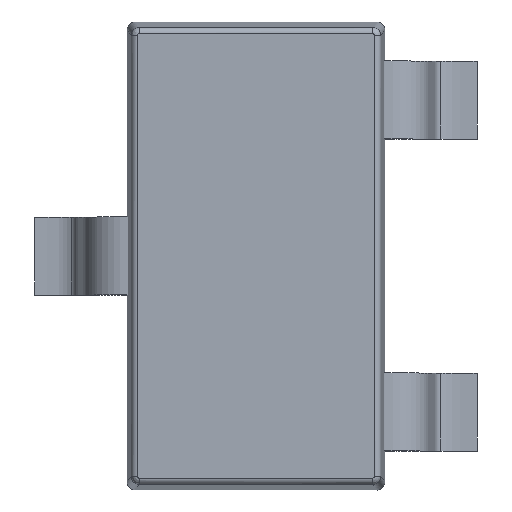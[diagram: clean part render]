
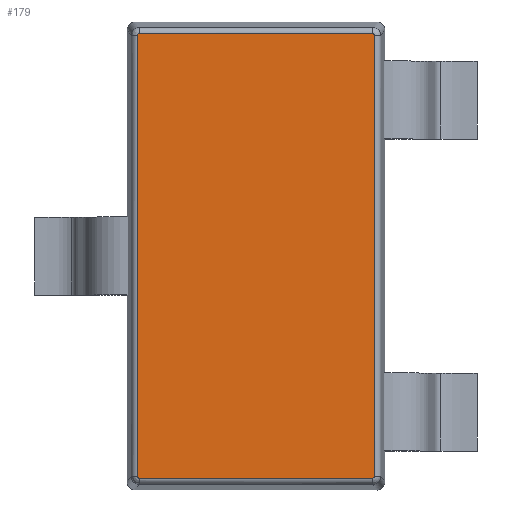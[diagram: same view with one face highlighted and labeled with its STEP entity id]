
A CAD part, top view. The second image highlights one B-rep face of the part: STEP entity #179.
In plain terms, the highlighted planar face has unit normal (0, 0, 1).
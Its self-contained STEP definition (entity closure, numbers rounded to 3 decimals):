
#23=(
BOUNDED_CURVE()
B_SPLINE_CURVE(3,(#2399,#2400,#2401,#2402,#2403),.UNSPECIFIED.,.F.,.F.)
B_SPLINE_CURVE_WITH_KNOTS((4,1,4),(0.002,0.009,
0.017),.UNSPECIFIED.)
CURVE()
GEOMETRIC_REPRESENTATION_ITEM()
RATIONAL_B_SPLINE_CURVE((1.,1.,1.,1.,1.))
REPRESENTATION_ITEM('')
);
#26=(
BOUNDED_CURVE()
B_SPLINE_CURVE(1,(#2412,#2413),.UNSPECIFIED.,.F.,.F.)
B_SPLINE_CURVE_WITH_KNOTS((2,2),(-0.003,1.496),
 .UNSPECIFIED.)
CURVE()
GEOMETRIC_REPRESENTATION_ITEM()
RATIONAL_B_SPLINE_CURVE((1.,1.))
REPRESENTATION_ITEM('')
);
#31=(
BOUNDED_CURVE()
B_SPLINE_CURVE(3,(#2425,#2426,#2427,#2428,#2429),.UNSPECIFIED.,.F.,.F.)
B_SPLINE_CURVE_WITH_KNOTS((4,1,4),(0.002,0.01,
0.018),.UNSPECIFIED.)
CURVE()
GEOMETRIC_REPRESENTATION_ITEM()
RATIONAL_B_SPLINE_CURVE((1.,1.,1.,1.,1.))
REPRESENTATION_ITEM('')
);
#33=(
BOUNDED_CURVE()
B_SPLINE_CURVE(1,(#2435,#2436),.UNSPECIFIED.,.F.,.F.)
B_SPLINE_CURVE_WITH_KNOTS((2,2),(-0.004,2.825),
 .UNSPECIFIED.)
CURVE()
GEOMETRIC_REPRESENTATION_ITEM()
RATIONAL_B_SPLINE_CURVE((1.,1.))
REPRESENTATION_ITEM('')
);
#35=(
BOUNDED_CURVE()
B_SPLINE_CURVE(3,(#2440,#2441,#2442,#2443,#2444),.UNSPECIFIED.,.F.,.F.)
B_SPLINE_CURVE_WITH_KNOTS((4,1,4),(0.002,0.009,
0.017),.UNSPECIFIED.)
CURVE()
GEOMETRIC_REPRESENTATION_ITEM()
RATIONAL_B_SPLINE_CURVE((1.,1.,1.,1.,1.))
REPRESENTATION_ITEM('')
);
#38=(
BOUNDED_CURVE()
B_SPLINE_CURVE(1,(#2453,#2454),.UNSPECIFIED.,.F.,.F.)
B_SPLINE_CURVE_WITH_KNOTS((2,2),(-0.003,1.496),
 .UNSPECIFIED.)
CURVE()
GEOMETRIC_REPRESENTATION_ITEM()
RATIONAL_B_SPLINE_CURVE((1.,1.))
REPRESENTATION_ITEM('')
);
#41=(
BOUNDED_CURVE()
B_SPLINE_CURVE(3,(#2460,#2461,#2462,#2463,#2464),.UNSPECIFIED.,.F.,.F.)
B_SPLINE_CURVE_WITH_KNOTS((4,1,4),(0.002,0.01,
0.018),.UNSPECIFIED.)
CURVE()
GEOMETRIC_REPRESENTATION_ITEM()
RATIONAL_B_SPLINE_CURVE((1.,1.,1.,1.,1.))
REPRESENTATION_ITEM('')
);
#179=ADVANCED_FACE('',(#234),#798,.T.);
#234=FACE_OUTER_BOUND('',#289,.T.);
#289=EDGE_LOOP('',(#461,#462,#463,#464,#465,#466,#467,#468));
#461=ORIENTED_EDGE('',*,*,#604,.T.);
#462=ORIENTED_EDGE('',*,*,#617,.T.);
#463=ORIENTED_EDGE('',*,*,#612,.T.);
#464=ORIENTED_EDGE('',*,*,#621,.T.);
#465=ORIENTED_EDGE('',*,*,#619,.F.);
#466=ORIENTED_EDGE('',*,*,#627,.T.);
#467=ORIENTED_EDGE('',*,*,#624,.T.);
#468=ORIENTED_EDGE('',*,*,#609,.T.);
#604=EDGE_CURVE('',#754,#755,#712,.T.);
#609=EDGE_CURVE('',#758,#754,#23,.T.);
#612=EDGE_CURVE('',#759,#760,#26,.T.);
#617=EDGE_CURVE('',#755,#759,#31,.T.);
#619=EDGE_CURVE('',#756,#761,#33,.T.);
#621=EDGE_CURVE('',#760,#761,#35,.T.);
#624=EDGE_CURVE('',#757,#758,#38,.T.);
#627=EDGE_CURVE('',#756,#757,#41,.T.);
#712=B_SPLINE_CURVE_WITH_KNOTS('',1,(#2389,#2390),.UNSPECIFIED.,.F.,.F.,
(2,2),(-0.004,2.825),.UNSPECIFIED.);
#754=VERTEX_POINT('',#2315);
#755=VERTEX_POINT('',#2316);
#756=VERTEX_POINT('',#2317);
#757=VERTEX_POINT('',#2318);
#758=VERTEX_POINT('',#2319);
#759=VERTEX_POINT('',#2320);
#760=VERTEX_POINT('',#2321);
#761=VERTEX_POINT('',#2322);
#798=PLANE('',#849);
#849=AXIS2_PLACEMENT_3D('',#2135,#868,$);
#868=DIRECTION('',(0.,0.,1.));
#2135=CARTESIAN_POINT('',(-0.797,-1.5,1.205));
#2315=CARTESIAN_POINT('',(-0.759,1.414,1.205));
#2316=CARTESIAN_POINT('',(-0.759,-1.414,1.205));
#2317=CARTESIAN_POINT('',(0.759,1.414,1.205));
#2318=CARTESIAN_POINT('',(0.749,1.424,1.205));
#2319=CARTESIAN_POINT('',(-0.749,1.424,1.205));
#2320=CARTESIAN_POINT('',(-0.749,-1.424,1.205));
#2321=CARTESIAN_POINT('',(0.749,-1.424,1.205));
#2322=CARTESIAN_POINT('',(0.759,-1.414,1.205));
#2389=CARTESIAN_POINT('',(-0.759,1.414,1.205));
#2390=CARTESIAN_POINT('',(-0.759,-1.414,1.205));
#2399=CARTESIAN_POINT('',(-0.749,1.424,1.205));
#2400=CARTESIAN_POINT('',(-0.752,1.424,1.205));
#2401=CARTESIAN_POINT('',(-0.757,1.422,1.205));
#2402=CARTESIAN_POINT('',(-0.759,1.417,1.205));
#2403=CARTESIAN_POINT('',(-0.759,1.414,1.205));
#2412=CARTESIAN_POINT('',(-0.749,-1.424,1.205));
#2413=CARTESIAN_POINT('',(0.749,-1.424,1.205));
#2425=CARTESIAN_POINT('',(-0.759,-1.414,1.205));
#2426=CARTESIAN_POINT('',(-0.759,-1.417,1.205));
#2427=CARTESIAN_POINT('',(-0.757,-1.422,1.205));
#2428=CARTESIAN_POINT('',(-0.752,-1.424,1.205));
#2429=CARTESIAN_POINT('',(-0.749,-1.424,1.205));
#2435=CARTESIAN_POINT('',(0.759,1.414,1.205));
#2436=CARTESIAN_POINT('',(0.759,-1.414,1.205));
#2440=CARTESIAN_POINT('',(0.749,-1.424,1.205));
#2441=CARTESIAN_POINT('',(0.752,-1.424,1.205));
#2442=CARTESIAN_POINT('',(0.757,-1.422,1.205));
#2443=CARTESIAN_POINT('',(0.759,-1.417,1.205));
#2444=CARTESIAN_POINT('',(0.759,-1.414,1.205));
#2453=CARTESIAN_POINT('',(0.749,1.424,1.205));
#2454=CARTESIAN_POINT('',(-0.749,1.424,1.205));
#2460=CARTESIAN_POINT('',(0.759,1.414,1.205));
#2461=CARTESIAN_POINT('',(0.759,1.417,1.205));
#2462=CARTESIAN_POINT('',(0.757,1.422,1.205));
#2463=CARTESIAN_POINT('',(0.752,1.424,1.205));
#2464=CARTESIAN_POINT('',(0.749,1.424,1.205));
